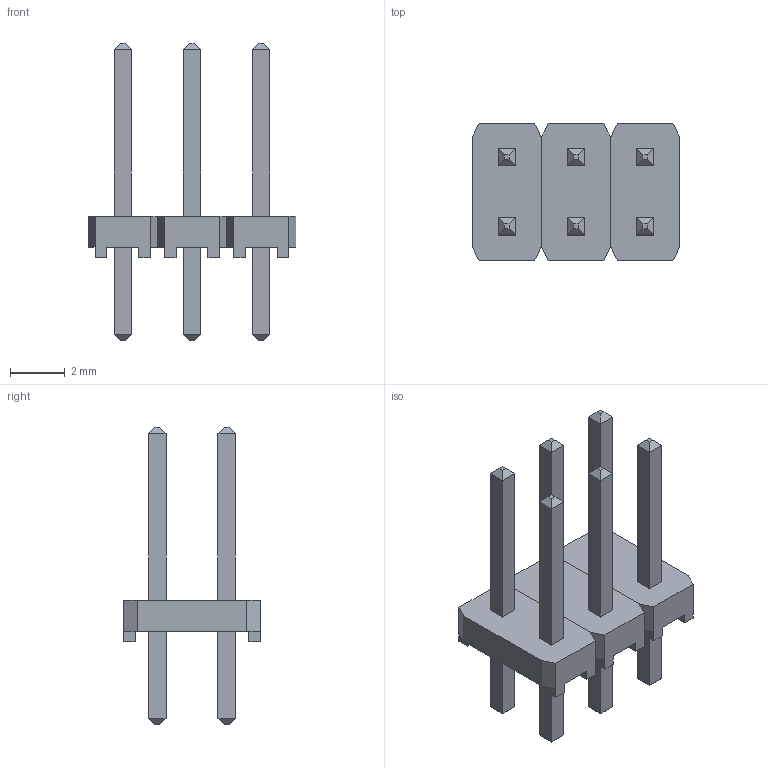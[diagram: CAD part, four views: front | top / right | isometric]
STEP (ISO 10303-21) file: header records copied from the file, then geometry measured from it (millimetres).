
FILE_DESCRIPTION((''),'2;1');
FILE_NAME('SAMTEC_MTLW-103-07-L-D-250.stp','2012-12-13T14:48:40',(''),(''),'Mechanical Desktop 2011','Mechanical Desktop 2011',', , ');
FILE_SCHEMA(('AUTOMOTIVE_DESIGN { 1 2 10303 214 1 1 1 1 }'));
Length unit declared in the file: millimetre
Products named in the file (1): Product
Bounding box: 7.62 x 5.03 x 10.92 mm (x, y, z)
Volume: 66.8 mm3; surface area: 285.8 mm2
Topology: 15 solids, 15 shells, 198 faces, 444 edges, 276 vertices
Faces by surface type: plane 123, bspline 75
Entity records: 5353 total; most frequent: CARTESIAN_POINT 1144, ORIENTED_EDGE 888, DIRECTION 692, VECTOR 444, LINE 444, EDGE_CURVE 444, VERTEX_POINT 276, EDGE_LOOP 198
